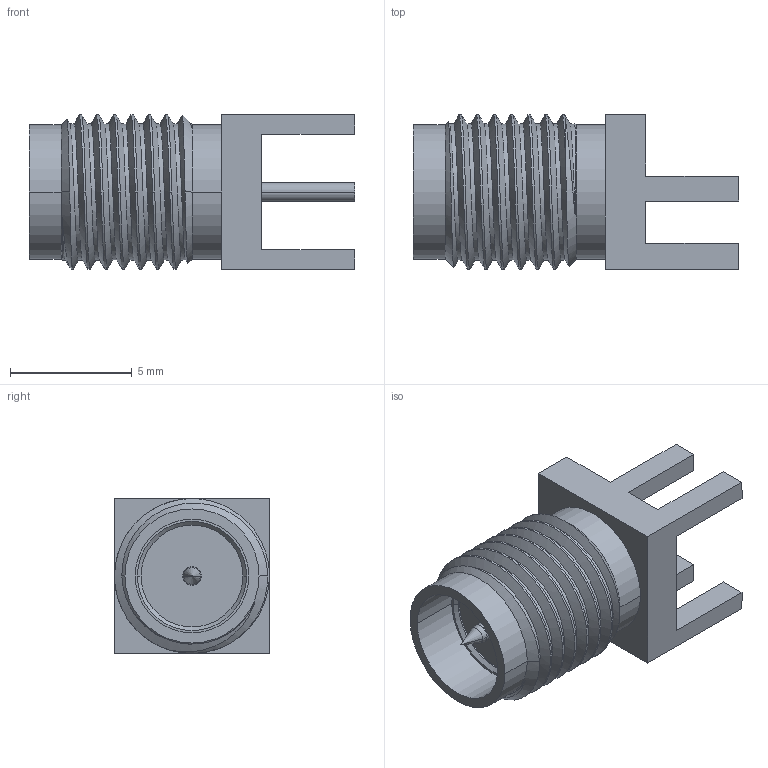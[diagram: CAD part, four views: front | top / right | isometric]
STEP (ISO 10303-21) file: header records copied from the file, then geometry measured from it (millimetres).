
FILE_DESCRIPTION (( 'STEP AP214' ), '1' );
FILE_NAME ('CON-SMA-EDGE-S.STEP', '2021-08-13T11:13:54', ( '' ), ( '' ), 'SwSTEP 2.0', 'SolidWorks 2017', '' );
FILE_SCHEMA (( 'AUTOMOTIVE_DESIGN' ));
Length unit declared in the file: millimetre
Products named in the file (2): CON-SMA-EDGE-S; CON-SMA-EDGE-S_CON-SMA-EDGE-S
Assembly tree (1 placements, depth 2):
  CON-SMA-EDGE-S
    CON-SMA-EDGE-S_CON-SMA-EDGE-S
Bounding box: 13.33 x 6.35 x 6.35 mm (x, y, z)
Volume: 252 mm3; surface area: 654.2 mm2
Topology: 3 solids, 3 shells, 76 faces, 187 edges, 121 vertices
Faces by surface type: cylinder 32, plane 27, cone 10, bspline 3, sphere 2, torus 2
Entity records: 3448 total; most frequent: CARTESIAN_POINT 1631, ORIENTED_EDGE 374, DIRECTION 353, EDGE_CURVE 187, AXIS2_PLACEMENT_3D 129, VERTEX_POINT 121, LINE 95, VECTOR 95
